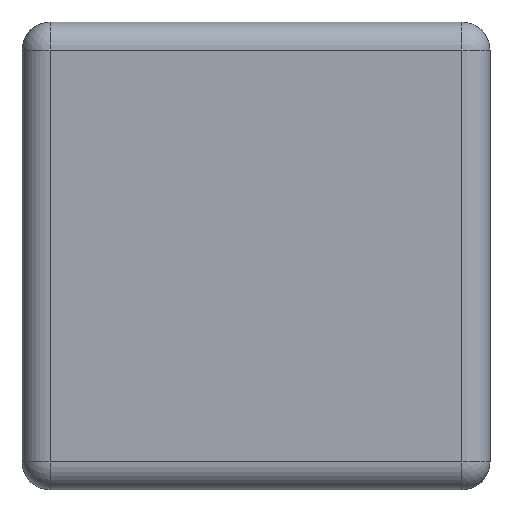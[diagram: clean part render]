
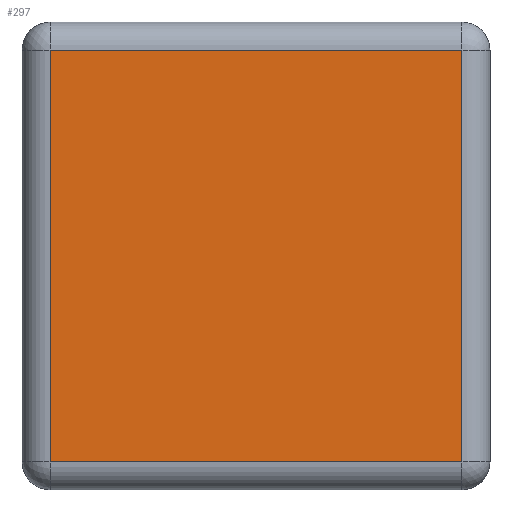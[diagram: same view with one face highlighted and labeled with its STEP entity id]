
A CAD part, left-side view. The second image highlights one B-rep face of the part: STEP entity #297.
In plain terms, the highlighted planar face has unit normal (-1, 0, 0).
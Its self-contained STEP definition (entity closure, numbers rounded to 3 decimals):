
#53=DIRECTION('',(0.,0.,-1.));
#54=VECTOR('',#53,0.44);
#55=CARTESIAN_POINT('',(-0.5,0.03,0.22));
#56=LINE('',#55,#54);
#57=DIRECTION('',(0.,-1.,0.));
#58=VECTOR('',#57,0.44);
#59=CARTESIAN_POINT('',(-0.5,0.47,-0.22));
#60=LINE('',#59,#58);
#61=DIRECTION('',(0.,0.,1.));
#62=VECTOR('',#61,0.44);
#63=CARTESIAN_POINT('',(-0.5,0.47,-0.22));
#64=LINE('',#63,#62);
#65=DIRECTION('',(0.,-1.,0.));
#66=VECTOR('',#65,0.44);
#67=CARTESIAN_POINT('',(-0.5,0.47,0.22));
#68=LINE('',#67,#66);
#161=CARTESIAN_POINT('',(-0.5,0.03,0.22));
#162=CARTESIAN_POINT('',(-0.5,0.03,-0.22));
#163=VERTEX_POINT('',#161);
#164=VERTEX_POINT('',#162);
#175=CARTESIAN_POINT('',(-0.5,0.47,-0.22));
#176=VERTEX_POINT('',#175);
#185=CARTESIAN_POINT('',(-0.5,0.47,0.22));
#186=VERTEX_POINT('',#185);
#283=CARTESIAN_POINT('',(-0.5,0.,-0.25));
#284=DIRECTION('',(-1.,0.,0.));
#285=DIRECTION('',(0.,0.,1.));
#286=AXIS2_PLACEMENT_3D('',#283,#284,#285);
#287=PLANE('',#286);
#288=ORIENTED_EDGE('',*,*,#273,.T.);
#290=ORIENTED_EDGE('',*,*,#289,.F.);
#292=ORIENTED_EDGE('',*,*,#291,.T.);
#294=ORIENTED_EDGE('',*,*,#293,.T.);
#295=EDGE_LOOP('',(#288,#290,#292,#294));
#296=FACE_OUTER_BOUND('',#295,.F.);
#273=EDGE_CURVE('',#163,#164,#56,.T.);
#289=EDGE_CURVE('',#176,#164,#60,.T.);
#291=EDGE_CURVE('',#176,#186,#64,.T.);
#293=EDGE_CURVE('',#186,#163,#68,.T.);
#297=ADVANCED_FACE('',(#296),#287,.T.);
